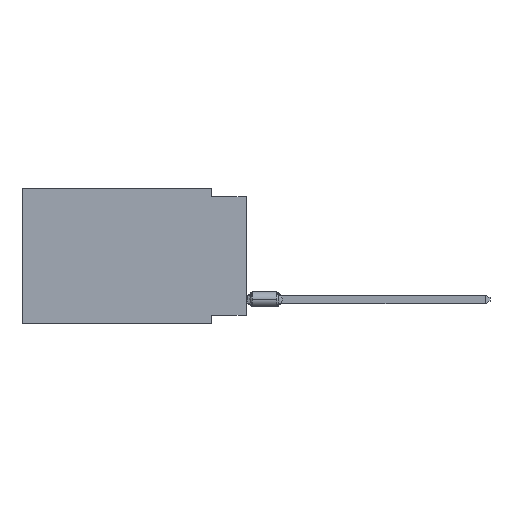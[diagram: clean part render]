
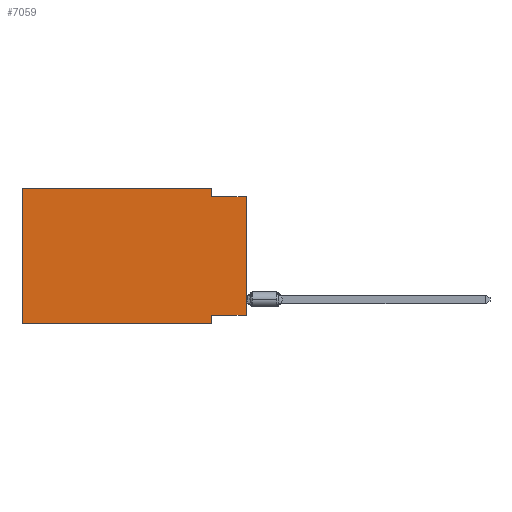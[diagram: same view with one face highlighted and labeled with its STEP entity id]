
A CAD part, left-side view. The second image highlights one B-rep face of the part: STEP entity #7059.
In plain terms, the highlighted planar face has unit normal (-1, 0, 0).
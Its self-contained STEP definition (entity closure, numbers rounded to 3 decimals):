
#273 = ORIENTED_EDGE ( 'NONE', *, *, #2268, .T. ) ;
#288 = CARTESIAN_POINT ( 'NONE',  ( 0., 0., -0.635 ) ) ;
#965 = CARTESIAN_POINT ( 'NONE',  ( 0., 0., 0. ) ) ;
#1129 = ORIENTED_EDGE ( 'NONE', *, *, #10798, .F. ) ;
#1198 = CARTESIAN_POINT ( 'NONE',  ( 0., 2.54, -9.906 ) ) ;
#1524 = VERTEX_POINT ( 'NONE', #1198 ) ;
#1645 = VECTOR ( 'NONE', #7386, 1000. ) ;
#1748 = ORIENTED_EDGE ( 'NONE', *, *, #2304, .F. ) ;
#2268 = EDGE_CURVE ( 'NONE', #17117, #17028, #17052, .T. ) ;
#2304 = EDGE_CURVE ( 'NONE', #15209, #1524, #8042, .T. ) ;
#2799 = LINE ( 'NONE', #288, #1645 ) ;
#3008 = CARTESIAN_POINT ( 'NONE',  ( 0., 0., -9.271 ) ) ;
#3510 = ORIENTED_EDGE ( 'NONE', *, *, #19632, .F. ) ;
#4124 = ORIENTED_EDGE ( 'NONE', *, *, #22736, .F. ) ;
#4561 = ORIENTED_EDGE ( 'NONE', *, *, #28814, .F. ) ;
#4830 = CARTESIAN_POINT ( 'NONE',  ( 0., 16.383, -9.906 ) ) ;
#5018 = LINE ( 'NONE', #7678, #20613 ) ;
#5267 = LINE ( 'NONE', #4830, #17386 ) ;
#7059 = ADVANCED_FACE ( 'NONE', ( #13940 ), #22956, .F. ) ;
#7284 = CARTESIAN_POINT ( 'NONE',  ( 0., 16.383, 0. ) ) ;
#7386 = DIRECTION ( 'NONE',  ( 0., -1., 0. ) ) ;
#7678 = CARTESIAN_POINT ( 'NONE',  ( 0., 16.383, 0. ) ) ;
#8042 = LINE ( 'NONE', #26049, #15787 ) ;
#8340 = VECTOR ( 'NONE', #17993, 1000. ) ;
#9066 = DIRECTION ( 'NONE',  ( 0., 0., -1. ) ) ;
#9752 = CARTESIAN_POINT ( 'NONE',  ( 0., 2.54, -0.635 ) ) ;
#10595 = EDGE_LOOP ( 'NONE', ( #273, #27468, #4124, #1129, #4561, #13282, #1748, #3510 ) ) ;
#10798 = EDGE_CURVE ( 'NONE', #23580, #25873, #11036, .T. ) ;
#11036 = LINE ( 'NONE', #22277, #8340 ) ;
#12101 = DIRECTION ( 'NONE',  ( 0., 0., -1. ) ) ;
#13203 = VERTEX_POINT ( 'NONE', #23632 ) ;
#13282 = ORIENTED_EDGE ( 'NONE', *, *, #13510, .T. ) ;
#13510 = EDGE_CURVE ( 'NONE', #13203, #1524, #5267, .T. ) ;
#13888 = LINE ( 'NONE', #18179, #23747 ) ;
#13940 = FACE_OUTER_BOUND ( 'NONE', #10595, .T. ) ;
#14836 = DIRECTION ( 'NONE',  ( 0., 0., -1. ) ) ;
#15209 = VERTEX_POINT ( 'NONE', #23489 ) ;
#15787 = VECTOR ( 'NONE', #14836, 1000. ) ;
#16302 = DIRECTION ( 'NONE',  ( 1., 0., 0. ) ) ;
#16688 = DIRECTION ( 'NONE',  ( 0., 0., 1. ) ) ;
#16899 = CARTESIAN_POINT ( 'NONE',  ( 0., 16.383, 0. ) ) ;
#17028 = VERTEX_POINT ( 'NONE', #27118 ) ;
#17052 = LINE ( 'NONE', #965, #19547 ) ;
#17100 = CARTESIAN_POINT ( 'NONE',  ( 0., 2.54, 0. ) ) ;
#17117 = VERTEX_POINT ( 'NONE', #3008 ) ;
#17386 = VECTOR ( 'NONE', #20938, 1000. ) ;
#17435 = VERTEX_POINT ( 'NONE', #9752 ) ;
#17993 = DIRECTION ( 'NONE',  ( 0., -1., 0. ) ) ;
#18179 = CARTESIAN_POINT ( 'NONE',  ( 0., 0., -9.271 ) ) ;
#18420 = CARTESIAN_POINT ( 'NONE',  ( 0., 2.54, 0. ) ) ;
#18768 = DIRECTION ( 'NONE',  ( 0., 1., 0. ) ) ;
#19547 = VECTOR ( 'NONE', #25776, 1000. ) ;
#19632 = EDGE_CURVE ( 'NONE', #17117, #15209, #13888, .T. ) ;
#20613 = VECTOR ( 'NONE', #16688, 1000. ) ;
#20938 = DIRECTION ( 'NONE',  ( 0., -1., 0. ) ) ;
#21040 = VECTOR ( 'NONE', #12101, 1000. ) ;
#22277 = CARTESIAN_POINT ( 'NONE',  ( 0., 16.383, 0. ) ) ;
#22736 = EDGE_CURVE ( 'NONE', #25873, #17435, #23759, .T. ) ;
#22956 = PLANE ( 'NONE',  #26215 ) ;
#23489 = CARTESIAN_POINT ( 'NONE',  ( 0., 2.54, -9.271 ) ) ;
#23580 = VERTEX_POINT ( 'NONE', #16899 ) ;
#23632 = CARTESIAN_POINT ( 'NONE',  ( 0., 16.383, -9.906 ) ) ;
#23747 = VECTOR ( 'NONE', #18768, 1000. ) ;
#23759 = LINE ( 'NONE', #17100, #21040 ) ;
#23810 = EDGE_CURVE ( 'NONE', #17435, #17028, #2799, .T. ) ;
#25776 = DIRECTION ( 'NONE',  ( 0., 0., 1. ) ) ;
#25873 = VERTEX_POINT ( 'NONE', #18420 ) ;
#26049 = CARTESIAN_POINT ( 'NONE',  ( 0., 2.54, -9.906 ) ) ;
#26215 = AXIS2_PLACEMENT_3D ( 'NONE', #7284, #16302, #9066 ) ;
#27118 = CARTESIAN_POINT ( 'NONE',  ( 0., 0., -0.635 ) ) ;
#27468 = ORIENTED_EDGE ( 'NONE', *, *, #23810, .F. ) ;
#28814 = EDGE_CURVE ( 'NONE', #13203, #23580, #5018, .T. ) ;
